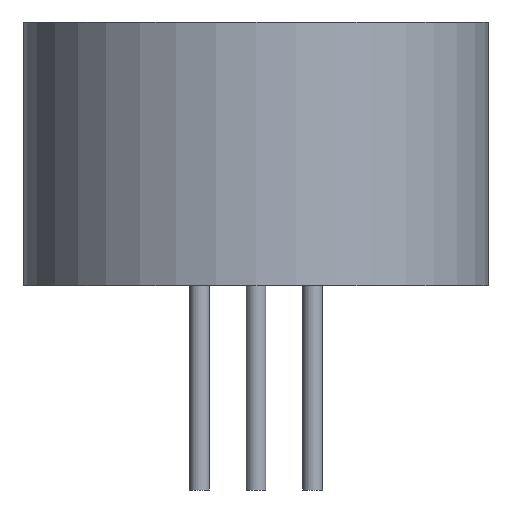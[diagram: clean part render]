
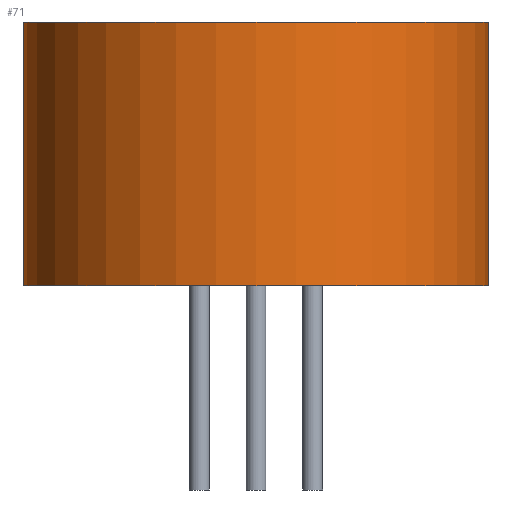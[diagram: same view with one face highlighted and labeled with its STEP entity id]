
A CAD part, front view. The second image highlights one B-rep face of the part: STEP entity #71.
In plain terms, the highlighted cylindrical face has radius 5.207 mm (diameter 10.414 mm), a full revolution.
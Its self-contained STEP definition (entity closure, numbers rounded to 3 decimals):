
#32 = EDGE_CURVE('',#33,#33,#35,.T.);
#33 = VERTEX_POINT('',#34);
#34 = CARTESIAN_POINT('',(6.477,0.,7.176));
#35 = CIRCLE('',#36,5.207);
#36 = AXIS2_PLACEMENT_3D('',#37,#38,#39);
#37 = CARTESIAN_POINT('',(1.27,0.,7.176));
#38 = DIRECTION('',(0.,0.,1.));
#39 = DIRECTION('',(1.,0.,0.));
#71 = ADVANCED_FACE('',(#72),#91,.T.);
#72 = FACE_BOUND('',#73,.F.);
#73 = EDGE_LOOP('',(#74,#82,#83,#84));
#74 = ORIENTED_EDGE('',*,*,#75,.T.);
#75 = EDGE_CURVE('',#76,#33,#78,.T.);
#76 = VERTEX_POINT('',#77);
#77 = CARTESIAN_POINT('',(6.477,0.,1.27));
#78 = LINE('',#79,#80);
#79 = CARTESIAN_POINT('',(6.477,0.,1.27));
#80 = VECTOR('',#81,1.);
#81 = DIRECTION('',(0.,0.,1.));
#82 = ORIENTED_EDGE('',*,*,#32,.T.);
#83 = ORIENTED_EDGE('',*,*,#75,.F.);
#84 = ORIENTED_EDGE('',*,*,#85,.F.);
#85 = EDGE_CURVE('',#76,#76,#86,.T.);
#86 = CIRCLE('',#87,5.207);
#87 = AXIS2_PLACEMENT_3D('',#88,#89,#90);
#88 = CARTESIAN_POINT('',(1.27,0.,1.27));
#89 = DIRECTION('',(0.,0.,1.));
#90 = DIRECTION('',(1.,0.,0.));
#91 = CYLINDRICAL_SURFACE('',#92,5.207);
#92 = AXIS2_PLACEMENT_3D('',#93,#94,#95);
#93 = CARTESIAN_POINT('',(1.27,0.,1.27));
#94 = DIRECTION('',(-0.,-0.,-1.));
#95 = DIRECTION('',(1.,0.,0.));
